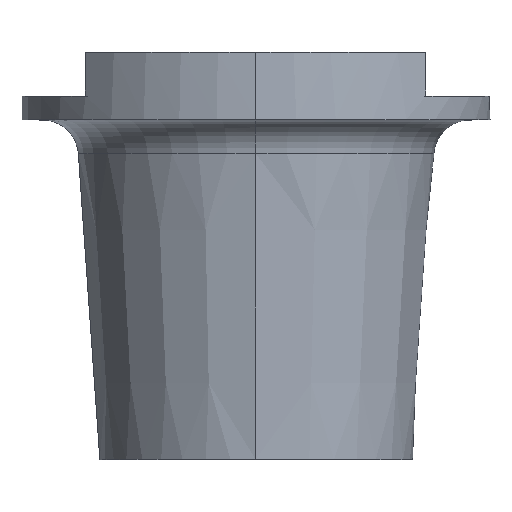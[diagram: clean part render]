
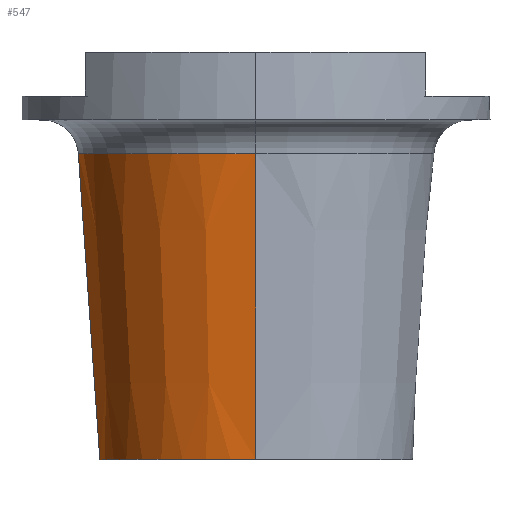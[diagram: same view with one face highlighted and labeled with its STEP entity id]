
A CAD part, top view. The second image highlights one B-rep face of the part: STEP entity #547.
In plain terms, the highlighted conical face has half-angle 4 degrees and reference radius 12.332 mm.
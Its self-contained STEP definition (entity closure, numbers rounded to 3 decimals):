
#8 = CIRCLE ( 'NONE', #146, 12.17 ) ;
#53 = DIRECTION ( 'NONE',  ( 0., 0.998, 0.07 ) ) ;
#67 = VERTEX_POINT ( 'NONE', #643 ) ;
#120 = CARTESIAN_POINT ( 'NONE',  ( -11.677, 17.183, 1.25 ) ) ;
#146 = AXIS2_PLACEMENT_3D ( 'NONE', #834, #561, #376 ) ;
#229 = CARTESIAN_POINT ( 'NONE',  ( 0., 2.4, 10.71 ) ) ;
#262 = CARTESIAN_POINT ( 'NONE',  ( -10.82, 5., 1.25 ) ) ;
#276 = DIRECTION ( 'NONE',  ( 0., 0., 1. ) ) ;
#297 = CARTESIAN_POINT ( 'NONE',  ( -11.249, 11.091, 1.25 ) ) ;
#306 = DIRECTION ( 'NONE',  ( 0., 1., 0. ) ) ;
#320 = AXIS2_PLACEMENT_3D ( 'NONE', #647, #661, #669 ) ;
#348 = CARTESIAN_POINT ( 'NONE',  ( -10.698, 3.267, 1.25 ) ) ;
#376 = DIRECTION ( 'NONE',  ( 0., 0., 1. ) ) ;
#388 = ORIENTED_EDGE ( 'NONE', *, *, #688, .T. ) ;
#419 = FACE_OUTER_BOUND ( 'NONE', #680, .T. ) ;
#495 = EDGE_CURVE ( 'NONE', #505, #771, #702, .T. ) ;
#498 = VERTEX_POINT ( 'NONE', #623 ) ;
#505 = VERTEX_POINT ( 'NONE', #229 ) ;
#527 = CARTESIAN_POINT ( 'NONE',  ( 0., 2.4, 0. ) ) ;
#529 = B_SPLINE_CURVE_WITH_KNOTS ( 'NONE', 3,
 ( #840, #348, #778, #262, #297, #120, #655 ),
 .UNSPECIFIED., .F., .F.,
 ( 4, 3, 4 ),
 ( 0.018, 0.02, 0.039 ),
 .UNSPECIFIED. ) ;
#532 = AXIS2_PLACEMENT_3D ( 'NONE', #527, #306, #276 ) ;
#543 = ORIENTED_EDGE ( 'NONE', *, *, #567, .F. ) ;
#547 = ADVANCED_FACE ( 'NONE', ( #419 ), #812, .T. ) ;
#561 = DIRECTION ( 'NONE',  ( 0., -1., 0. ) ) ;
#567 = EDGE_CURVE ( 'NONE', #498, #67, #529, .T. ) ;
#623 = CARTESIAN_POINT ( 'NONE',  ( -10.637, 2.4, 1.25 ) ) ;
#641 = VECTOR ( 'NONE', #53, 1000. ) ;
#642 = CIRCLE ( 'NONE', #532, 10.71 ) ;
#643 = CARTESIAN_POINT ( 'NONE',  ( -12.105, 23.274, 1.25 ) ) ;
#647 = CARTESIAN_POINT ( 'NONE',  ( 0., 25.6, 0. ) ) ;
#655 = CARTESIAN_POINT ( 'NONE',  ( -12.105, 23.274, 1.25 ) ) ;
#657 = CARTESIAN_POINT ( 'NONE',  ( 0., 23.274, 12.17 ) ) ;
#661 = DIRECTION ( 'NONE',  ( 0., 1., 0. ) ) ;
#669 = DIRECTION ( 'NONE',  ( 0., 0., 1. ) ) ;
#678 = ORIENTED_EDGE ( 'NONE', *, *, #495, .T. ) ;
#680 = EDGE_LOOP ( 'NONE', ( #695, #678, #388, #543 ) ) ;
#688 = EDGE_CURVE ( 'NONE', #771, #67, #8, .T. ) ;
#695 = ORIENTED_EDGE ( 'NONE', *, *, #841, .T. ) ;
#702 = LINE ( 'NONE', #780, #641 ) ;
#771 = VERTEX_POINT ( 'NONE', #657 ) ;
#778 = CARTESIAN_POINT ( 'NONE',  ( -10.759, 4.133, 1.25 ) ) ;
#780 = CARTESIAN_POINT ( 'NONE',  ( 0., 25.6, 12.332 ) ) ;
#812 = CONICAL_SURFACE ( 'NONE', #320, 12.332, 0.07 ) ;
#834 = CARTESIAN_POINT ( 'NONE',  ( 0., 23.274, 0. ) ) ;
#840 = CARTESIAN_POINT ( 'NONE',  ( -10.637, 2.4, 1.25 ) ) ;
#841 = EDGE_CURVE ( 'NONE', #498, #505, #642, .T. ) ;
